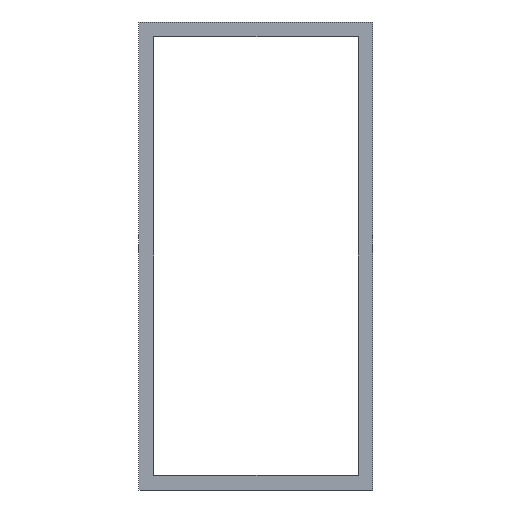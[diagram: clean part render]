
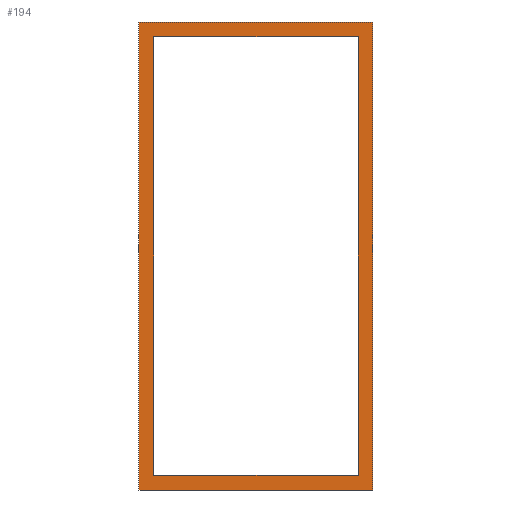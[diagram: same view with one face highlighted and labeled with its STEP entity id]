
A CAD part, front view. The second image highlights one B-rep face of the part: STEP entity #194.
In plain terms, the highlighted planar face has unit normal (0, -1, 0).
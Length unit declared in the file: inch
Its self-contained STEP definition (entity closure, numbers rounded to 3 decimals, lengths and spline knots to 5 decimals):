
#16=FACE_BOUND('',#38,.T.);
#26=FACE_OUTER_BOUND('',#37,.T.);
#37=EDGE_LOOP('',(#167,#168,#169,#170));
#38=EDGE_LOOP('',(#171,#172,#173,#174));
#41=LINE('',#279,#65);
#44=LINE('',#285,#68);
#47=LINE('',#291,#71);
#50=LINE('',#295,#74);
#53=LINE('',#303,#77);
#56=LINE('',#309,#80);
#59=LINE('',#315,#83);
#62=LINE('',#319,#86);
#65=VECTOR('',#231,0.3937);
#68=VECTOR('',#236,0.3937);
#71=VECTOR('',#241,0.3937);
#74=VECTOR('',#246,0.3937);
#77=VECTOR('',#251,0.3937);
#80=VECTOR('',#256,0.3937);
#83=VECTOR('',#261,0.3937);
#86=VECTOR('',#266,0.3937);
#89=VERTEX_POINT('',#276);
#90=VERTEX_POINT('',#278);
#92=VERTEX_POINT('',#284);
#94=VERTEX_POINT('',#290);
#97=VERTEX_POINT('',#300);
#98=VERTEX_POINT('',#302);
#100=VERTEX_POINT('',#308);
#102=VERTEX_POINT('',#314);
#105=EDGE_CURVE('',#90,#89,#41,.T.);
#108=EDGE_CURVE('',#92,#90,#44,.T.);
#111=EDGE_CURVE('',#94,#92,#47,.T.);
#114=EDGE_CURVE('',#89,#94,#50,.T.);
#117=EDGE_CURVE('',#98,#97,#53,.T.);
#120=EDGE_CURVE('',#100,#98,#56,.T.);
#123=EDGE_CURVE('',#102,#100,#59,.T.);
#126=EDGE_CURVE('',#97,#102,#62,.T.);
#167=ORIENTED_EDGE('',*,*,#126,.T.);
#168=ORIENTED_EDGE('',*,*,#123,.T.);
#169=ORIENTED_EDGE('',*,*,#120,.T.);
#170=ORIENTED_EDGE('',*,*,#117,.T.);
#171=ORIENTED_EDGE('',*,*,#114,.T.);
#172=ORIENTED_EDGE('',*,*,#111,.T.);
#173=ORIENTED_EDGE('',*,*,#108,.T.);
#174=ORIENTED_EDGE('',*,*,#105,.T.);
#184=PLANE('',#224);
#194=ADVANCED_FACE('',(#26,#16),#184,.T.);
#224=AXIS2_PLACEMENT_3D('',#321,#269,#270);
#231=DIRECTION('',(-1.,0.,0.));
#236=DIRECTION('',(0.,0.,-1.));
#241=DIRECTION('',(1.,0.,0.));
#246=DIRECTION('',(0.,0.,1.));
#251=DIRECTION('',(0.,0.,-1.));
#256=DIRECTION('',(-1.,0.,0.));
#261=DIRECTION('',(0.,0.,1.));
#266=DIRECTION('',(1.,0.,0.));
#269=DIRECTION('center_axis',(0.,-1.,0.));
#270=DIRECTION('ref_axis',(0.,0.,-1.));
#276=CARTESIAN_POINT('',(-0.9375,-48.,-1.9375));
#278=CARTESIAN_POINT('',(-0.0625,-48.,-1.9375));
#279=CARTESIAN_POINT('',(-0.9375,-48.,-1.9375));
#284=CARTESIAN_POINT('',(-0.0625,-48.,-0.0625));
#285=CARTESIAN_POINT('',(-0.0625,-48.,-1.9375));
#290=CARTESIAN_POINT('',(-0.9375,-48.,-0.0625));
#291=CARTESIAN_POINT('',(-0.0625,-48.,-0.0625));
#295=CARTESIAN_POINT('',(-0.9375,-48.,-0.0625));
#300=CARTESIAN_POINT('',(-1.,-48.,-2.));
#302=CARTESIAN_POINT('',(-1.,-48.,0.));
#303=CARTESIAN_POINT('',(-1.,-48.,-2.));
#308=CARTESIAN_POINT('',(0.,-48.,0.));
#309=CARTESIAN_POINT('',(-1.,-48.,0.));
#314=CARTESIAN_POINT('',(0.,-48.,-2.));
#315=CARTESIAN_POINT('',(0.,-48.,0.));
#319=CARTESIAN_POINT('',(0.,-48.,-2.));
#321=CARTESIAN_POINT('Origin',(-0.5,-48.,-1.));
